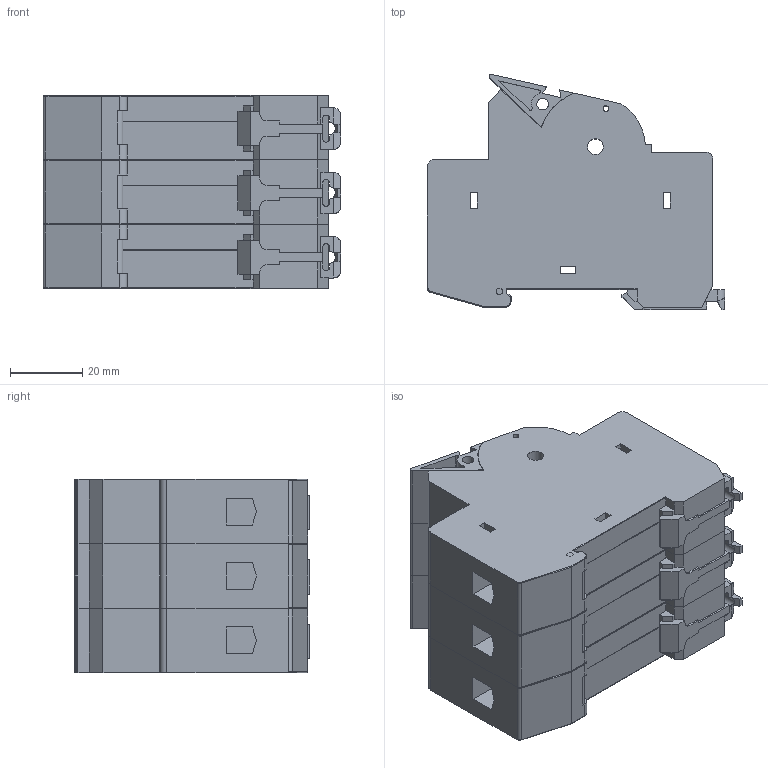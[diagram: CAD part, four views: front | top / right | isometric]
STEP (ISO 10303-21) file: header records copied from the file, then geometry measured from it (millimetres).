
FILE_DESCRIPTION (( 'STEP AP214' ), '1' );
FILE_NAME ('Ïðåäîõðàíèòåëü-ðàçúåäèíèòåëü ñ èíäèêàöèåé ÏÐ32 3P 10õ38 32À ÈÝÊ.STEP', '2017-03-23T08:14:48', ( 'user' ), ( '' ), 'SwSTEP 2.0', 'SolidWorks 2014', '' );
FILE_SCHEMA (( 'AUTOMOTIVE_DESIGN' ));
Length unit declared in the file: millimetre
Products named in the file (1): Ïðåäîõðàíèòåëü-ðàçúåäèíèòåëü ñ èíäèêàöèåé ÏÐ32 3P 10õ38 32À ÈÝÊ
Bounding box: 82.24 x 65.04 x 53.4 mm (x, y, z)
Volume: 193888.6 mm3; surface area: 51975.3 mm2
Topology: 3 solids, 15 shells, 687 faces, 1842 edges, 1200 vertices
Faces by surface type: plane 513, cylinder 156, bspline 18
Full cylindrical faces by diameter (mm): 1.6 x6, 3.2 x3, 4.4 x3, 7.2 x6
Entity records: 28964 total; most frequent: CARTESIAN_POINT 4195, ORIENTED_EDGE 3636, DIRECTION 3389, EDGE_CURVE 1818, LINE 1473, VECTOR 1473, VERTEX_POINT 1194, AXIS2_PLACEMENT_3D 958
